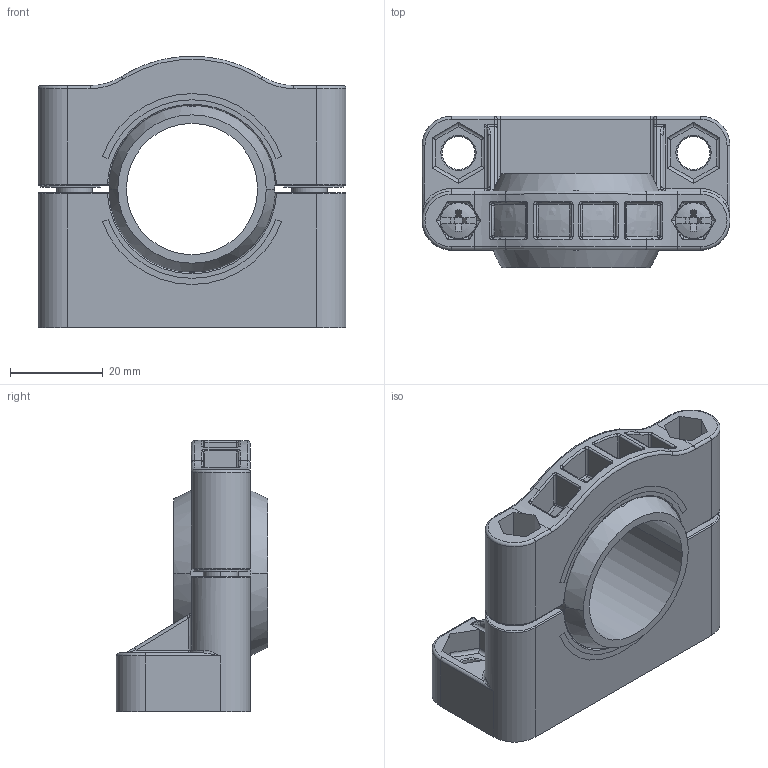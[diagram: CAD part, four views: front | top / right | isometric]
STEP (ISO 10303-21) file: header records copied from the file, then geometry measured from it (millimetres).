
FILE_DESCRIPTION((''),'2;1');
FILE_NAME('141766_ASM','2016-10-20T',('pdmadmin'),('BANNER ENGINEERING'),'CREO PARAMETRIC BY PTC INC, 2016260','CREO PARAMETRIC BY PTC INC, 2016260','');
FILE_SCHEMA(('CONFIG_CONTROL_DESIGN'));
Length unit declared in the file: inch
Products named in the file (6): 52529; 52530; 52528; 10-32X150; 10_NYLON_NUT; 141766_ASM
Assembly tree (7 placements, depth 2):
  141766_ASM
    52529
    52530
    52528
    10-32X150  x2
    10_NYLON_NUT  x2
Bounding box: 66.55 x 32.77 x 58.67 mm (x, y, z)
Volume: 38903.8 mm3; surface area: 27766.6 mm2
Topology: 7 solids, 9 shells, 594 faces, 1389 edges, 832 vertices
Faces by surface type: plane 188, cylinder 179, torus 87, bspline 79, sphere 49, cone 12
Entity records: 19631 total; most frequent: CARTESIAN_POINT 7445, ORIENTED_EDGE 2522, DIRECTION 2521, EDGE_CURVE 1269, AXIS2_PLACEMENT_3D 1008, VERTEX_POINT 756, EDGE_LOOP 583, FACE_OUTER_BOUND 545
